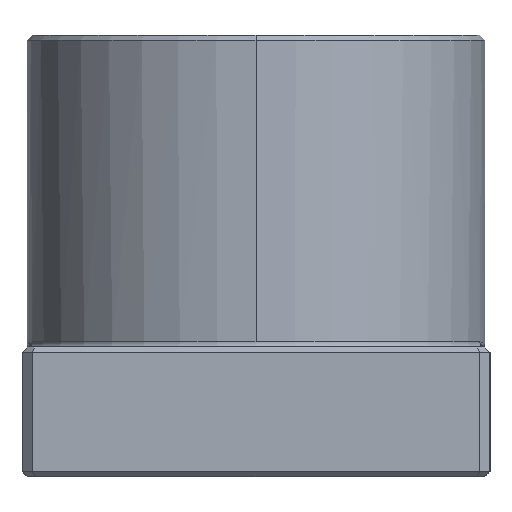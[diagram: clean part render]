
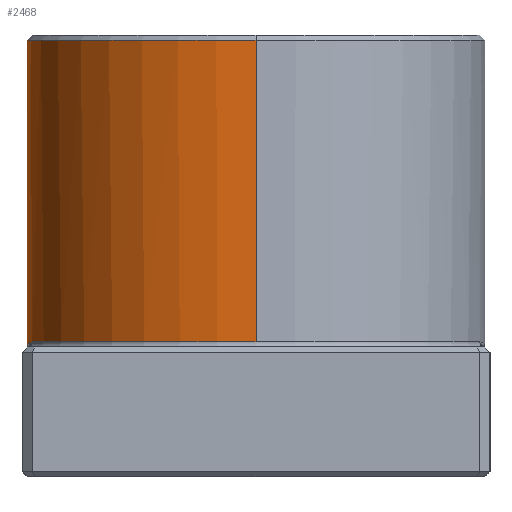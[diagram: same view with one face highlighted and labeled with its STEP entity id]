
A CAD part, left-side view. The second image highlights one B-rep face of the part: STEP entity #2468.
In plain terms, the highlighted cylindrical face has radius 44 mm (diameter 88 mm), a partial arc.
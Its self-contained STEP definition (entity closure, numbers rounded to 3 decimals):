
#116 = CARTESIAN_POINT ( 'NONE',  ( 5.386, 43.676, 25.754 ) ) ;
#130 = CARTESIAN_POINT ( 'NONE',  ( 0., 44., 25. ) ) ;
#145 = CARTESIAN_POINT ( 'NONE',  ( -9.224, 43.022, 26. ) ) ;
#147 = EDGE_CURVE ( 'NONE', #1635, #2281, #1696, .T. ) ;
#153 = DIRECTION ( 'NONE',  ( 0., 0., 1. ) ) ;
#214 = ORIENTED_EDGE ( 'NONE', *, *, #724, .T. ) ;
#332 = CARTESIAN_POINT ( 'NONE',  ( 0., 0., 26. ) ) ;
#409 = CARTESIAN_POINT ( 'NONE',  ( 1.545, 44., 25.236 ) ) ;
#419 = CARTESIAN_POINT ( 'NONE',  ( -0.385, 44., 25.059 ) ) ;
#444 = DIRECTION ( 'NONE',  ( 0., 0., -1. ) ) ;
#452 = DIRECTION ( 'NONE',  ( 0., 0., -1. ) ) ;
#516 = CARTESIAN_POINT ( 'NONE',  ( 0., 44., 25. ) ) ;
#556 = EDGE_LOOP ( 'NONE', ( #3160, #1302, #1211, #2039, #882, #214, #1509 ) ) ;
#571 = DIRECTION ( 'NONE',  ( -1., 0., 0. ) ) ;
#609 = DIRECTION ( 'NONE',  ( 1., 0., 0. ) ) ;
#638 = EDGE_CURVE ( 'NONE', #2281, #816, #1618, .T. ) ;
#663 = EDGE_CURVE ( 'NONE', #1499, #2317, #947, .T. ) ;
#670 = CARTESIAN_POINT ( 'NONE',  ( 7.692, 43.329, 25.96 ) ) ;
#690 = CARTESIAN_POINT ( 'NONE',  ( -0.771, 43.995, 25.118 ) ) ;
#703 = VECTOR ( 'NONE', #444, 1000. ) ;
#711 = EDGE_CURVE ( 'NONE', #2317, #2392, #3412, .T. ) ;
#724 = EDGE_CURVE ( 'NONE', #2392, #2911, #3479, .T. ) ;
#751 = EDGE_CURVE ( 'NONE', #1635, #2911, #2057, .T. ) ;
#753 = CARTESIAN_POINT ( 'NONE',  ( -44., 0., 26. ) ) ;
#784 = CARTESIAN_POINT ( 'NONE',  ( 44., 0., 84. ) ) ;
#804 = CIRCLE ( 'NONE', #1949, 44. ) ;
#816 = VERTEX_POINT ( 'NONE', #2907 ) ;
#860 = CARTESIAN_POINT ( 'NONE',  ( 0., 0., 85. ) ) ;
#882 = ORIENTED_EDGE ( 'NONE', *, *, #711, .T. ) ;
#940 = CARTESIAN_POINT ( 'NONE',  ( 44., 0., 85. ) ) ;
#947 = B_SPLINE_CURVE_WITH_KNOTS ( 'NONE', 3,
 ( #1483, #2572, #670, #1762, #116, #2031, #409, #2304 ),
 .UNSPECIFIED., .F., .F.,
 ( 4, 2, 2, 4 ),
 ( 0., 0.002, 0.005, 0.009 ),
 .UNSPECIFIED. ) ;
#968 = CARTESIAN_POINT ( 'NONE',  ( -1.927, 43.959, 25.291 ) ) ;
#1064 = FACE_OUTER_BOUND ( 'NONE', #556, .T. ) ;
#1137 = DIRECTION ( 'NONE',  ( 0., 0., -1. ) ) ;
#1199 = AXIS2_PLACEMENT_3D ( 'NONE', #2068, #452, #2334 ) ;
#1211 = ORIENTED_EDGE ( 'NONE', *, *, #3314, .T. ) ;
#1240 = CARTESIAN_POINT ( 'NONE',  ( -3.849, 43.838, 25.565 ) ) ;
#1302 = ORIENTED_EDGE ( 'NONE', *, *, #638, .T. ) ;
#1423 = AXIS2_PLACEMENT_3D ( 'NONE', #1794, #153, #2066 ) ;
#1483 = CARTESIAN_POINT ( 'NONE',  ( 9.224, 43.022, 26. ) ) ;
#1499 = VERTEX_POINT ( 'NONE', #2576 ) ;
#1509 = ORIENTED_EDGE ( 'NONE', *, *, #751, .F. ) ;
#1510 = CARTESIAN_POINT ( 'NONE',  ( -6.154, 43.575, 25.837 ) ) ;
#1618 = LINE ( 'NONE', #940, #2899 ) ;
#1635 = VERTEX_POINT ( 'NONE', #1820 ) ;
#1696 = CIRCLE ( 'NONE', #1199, 44. ) ;
#1762 = CARTESIAN_POINT ( 'NONE',  ( 6.154, 43.575, 25.837 ) ) ;
#1782 = CARTESIAN_POINT ( 'NONE',  ( -8.46, 43.186, 26. ) ) ;
#1794 = CARTESIAN_POINT ( 'NONE',  ( 0., 0., 26. ) ) ;
#1820 = CARTESIAN_POINT ( 'NONE',  ( -44., 0., 84. ) ) ;
#1949 = AXIS2_PLACEMENT_3D ( 'NONE', #332, #2230, #609 ) ;
#2031 = CARTESIAN_POINT ( 'NONE',  ( 3.081, 43.919, 25.471 ) ) ;
#2039 = ORIENTED_EDGE ( 'NONE', *, *, #663, .T. ) ;
#2057 = LINE ( 'NONE', #3150, #703 ) ;
#2066 = DIRECTION ( 'NONE',  ( 1., 0., 0. ) ) ;
#2068 = CARTESIAN_POINT ( 'NONE',  ( 0., 0., 84. ) ) ;
#2230 = DIRECTION ( 'NONE',  ( 0., 0., 1. ) ) ;
#2281 = VERTEX_POINT ( 'NONE', #784 ) ;
#2304 = CARTESIAN_POINT ( 'NONE',  ( 0., 44., 25. ) ) ;
#2317 = VERTEX_POINT ( 'NONE', #516 ) ;
#2334 = DIRECTION ( 'NONE',  ( 1., 0., 0. ) ) ;
#2392 = VERTEX_POINT ( 'NONE', #2715 ) ;
#2414 = CYLINDRICAL_SURFACE ( 'NONE', #2943, 44. ) ;
#2468 = ADVANCED_FACE ( 'NONE', ( #1064 ), #2414, .T. ) ;
#2572 = CARTESIAN_POINT ( 'NONE',  ( 8.46, 43.186, 26. ) ) ;
#2576 = CARTESIAN_POINT ( 'NONE',  ( 9.224, 43.022, 26. ) ) ;
#2587 = CARTESIAN_POINT ( 'NONE',  ( -1.542, 43.975, 25.234 ) ) ;
#2715 = CARTESIAN_POINT ( 'NONE',  ( -9.224, 43.022, 26. ) ) ;
#2838 = DIRECTION ( 'NONE',  ( 0., 0., -1. ) ) ;
#2864 = CARTESIAN_POINT ( 'NONE',  ( -3.081, 43.899, 25.459 ) ) ;
#2899 = VECTOR ( 'NONE', #2838, 1000. ) ;
#2907 = CARTESIAN_POINT ( 'NONE',  ( 44., 0., 26. ) ) ;
#2911 = VERTEX_POINT ( 'NONE', #753 ) ;
#2943 = AXIS2_PLACEMENT_3D ( 'NONE', #860, #1137, #571 ) ;
#3131 = CARTESIAN_POINT ( 'NONE',  ( -5.386, 43.676, 25.754 ) ) ;
#3150 = CARTESIAN_POINT ( 'NONE',  ( -44., 0., 85. ) ) ;
#3160 = ORIENTED_EDGE ( 'NONE', *, *, #147, .T. ) ;
#3314 = EDGE_CURVE ( 'NONE', #816, #1499, #804, .T. ) ;
#3393 = CARTESIAN_POINT ( 'NONE',  ( -7.692, 43.329, 25.96 ) ) ;
#3412 = B_SPLINE_CURVE_WITH_KNOTS ( 'NONE', 3,
 ( #130, #419, #690, #2587, #968, #2864, #1240, #3131, #1510, #3393, #1782, #145 ),
 .UNSPECIFIED., .F., .F.,
 ( 4, 2, 2, 2, 2, 4 ),
 ( 0., 0.001, 0.002, 0.005, 0.007, 0.009 ),
 .UNSPECIFIED. ) ;
#3479 = CIRCLE ( 'NONE', #1423, 44. ) ;
